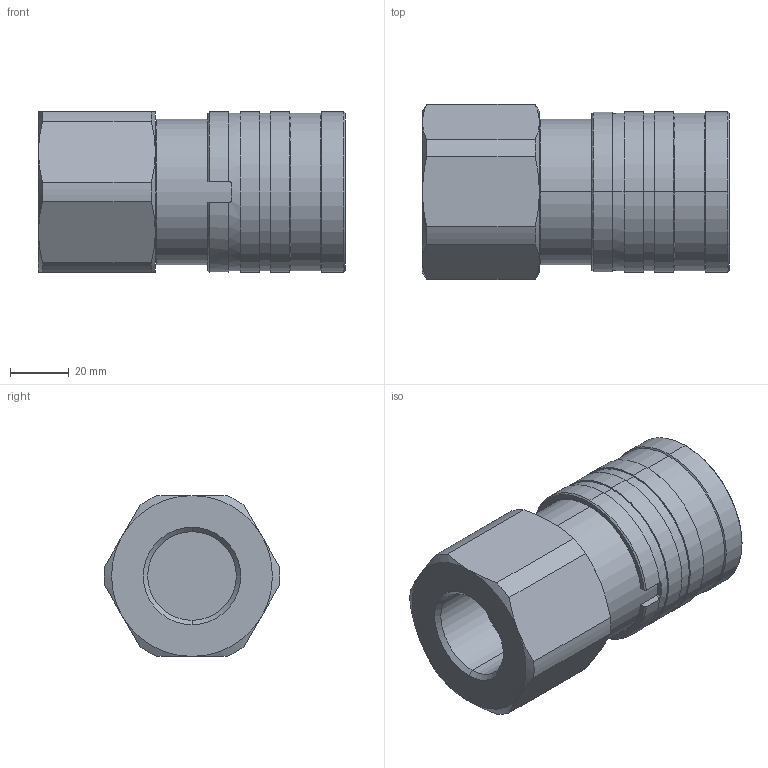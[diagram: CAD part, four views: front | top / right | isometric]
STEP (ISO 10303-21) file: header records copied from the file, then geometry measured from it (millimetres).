
FILE_DESCRIPTION (( 'STEP AP214' ), '1' );
FILE_NAME ('FEM-1001-16FB.STEP', '2012-10-10T06:43:44', ( 'admin' ), ( 'Microsoft' ), 'SwSTEP 2.0', 'SolidWorks 2009', '' );
FILE_SCHEMA (( 'AUTOMOTIVE_DESIGN' ));
Length unit declared in the file: millimetre
Products named in the file (1): FEM-1001-16FB
Bounding box: 105 x 59.96 x 55 mm (x, y, z)
Volume: 230956.5 mm3; surface area: 29656 mm2
Topology: 1 solids, 1 shells, 113 faces, 258 edges, 161 vertices
Faces by surface type: cylinder 44, plane 31, cone 29, torus 9
Entity records: 3447 total; most frequent: CARTESIAN_POINT 849, DIRECTION 570, ORIENTED_EDGE 516, EDGE_CURVE 258, AXIS2_PLACEMENT_3D 242, VERTEX_POINT 161, CIRCLE 128, EDGE_LOOP 127
